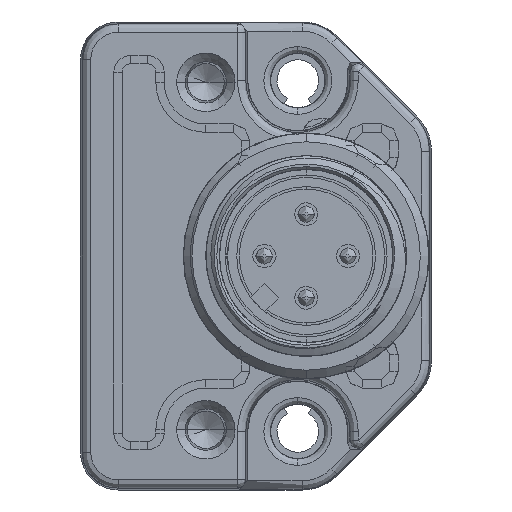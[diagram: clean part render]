
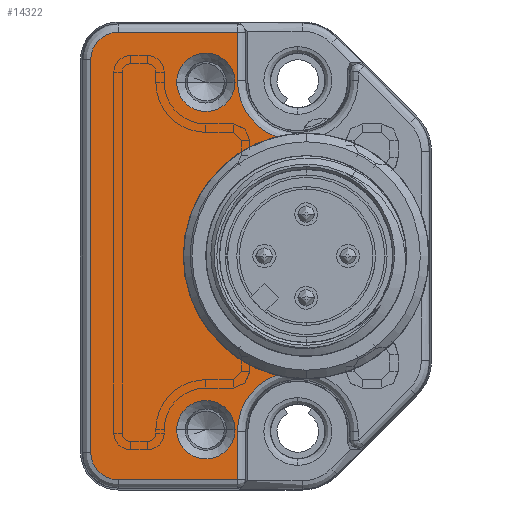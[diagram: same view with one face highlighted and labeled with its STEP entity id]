
A CAD part, left-side view. The second image highlights one B-rep face of the part: STEP entity #14322.
In plain terms, the highlighted planar face has unit normal (-1, 0, 0).
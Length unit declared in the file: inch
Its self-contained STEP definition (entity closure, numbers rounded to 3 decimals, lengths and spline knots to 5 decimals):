
#221=CARTESIAN_POINT('',(-0.51181,0.31496,
-0.41339));
#222=DIRECTION('',(1.,0.,0.));
#223=DIRECTION('',(0.,1.,0.));
#224=AXIS2_PLACEMENT_3D('',#221,#222,#223);
#226=DIRECTION('',(0.,0.,1.));
#227=VECTOR('',#226,0.11381);
#228=CARTESIAN_POINT('',(-0.51181,0.45723,
-0.5272));
#229=LINE('',#228,#227);
#230=DIRECTION('',(0.,-1.,0.));
#231=VECTOR('',#230,0.28096);
#232=CARTESIAN_POINT('',(-0.51181,0.73819,
-0.5272));
#233=LINE('',#232,#231);
#234=CARTESIAN_POINT('',(-0.51181,0.73819,
-0.4626));
#235=DIRECTION('',(-1.,0.,0.));
#236=DIRECTION('',(0.,1.,0.));
#237=AXIS2_PLACEMENT_3D('',#234,#235,#236);
#239=DIRECTION('',(0.,0.,-1.));
#240=VECTOR('',#239,0.9252);
#241=CARTESIAN_POINT('',(-0.51181,0.80279,
0.4626));
#242=LINE('',#241,#240);
#243=CARTESIAN_POINT('',(-0.51181,0.73819,
0.4626));
#244=DIRECTION('',(-1.,0.,0.));
#245=DIRECTION('',(0.,0.,1.));
#246=AXIS2_PLACEMENT_3D('',#243,#244,#245);
#248=DIRECTION('',(0.,1.,0.));
#249=VECTOR('',#248,0.28096);
#250=CARTESIAN_POINT('',(-0.51181,0.45723,
0.5272));
#251=LINE('',#250,#249);
#252=DIRECTION('',(0.,0.,1.));
#253=VECTOR('',#252,0.11381);
#254=CARTESIAN_POINT('',(-0.51181,0.45723,
0.41339));
#255=LINE('',#254,#253);
#256=CARTESIAN_POINT('',(-0.51181,0.31496,
0.41339));
#257=DIRECTION('',(1.,0.,0.));
#258=DIRECTION('',(0.,0.359,-0.933));
#259=AXIS2_PLACEMENT_3D('',#256,#257,#258);
#261=CARTESIAN_POINT('',(-0.51181,0.29528,0.));
#262=DIRECTION('',(-1.,0.,0.));
#263=DIRECTION('',(0.,0.244,0.97));
#264=AXIS2_PLACEMENT_3D('',#261,#262,#263);
#266=CARTESIAN_POINT('',(-0.51181,0.5315,
-0.40915));
#267=DIRECTION('',(1.,0.,0.));
#268=DIRECTION('',(0.,1.,0.));
#269=AXIS2_PLACEMENT_3D('',#266,#267,#268);
#271=CARTESIAN_POINT('',(-0.51181,0.5315,
-0.40915));
#272=DIRECTION('',(1.,0.,0.));
#273=DIRECTION('',(0.,-1.,0.));
#274=AXIS2_PLACEMENT_3D('',#271,#272,#273);
#276=CARTESIAN_POINT('',(-0.51181,0.5315,
0.40915));
#277=DIRECTION('',(1.,0.,0.));
#278=DIRECTION('',(0.,1.,0.));
#279=AXIS2_PLACEMENT_3D('',#276,#277,#278);
#281=CARTESIAN_POINT('',(-0.51181,0.5315,
0.40915));
#282=DIRECTION('',(1.,0.,0.));
#283=DIRECTION('',(0.,-1.,0.));
#284=AXIS2_PLACEMENT_3D('',#281,#282,#283);
#12532=CARTESIAN_POINT('',(-0.51181,0.80279,
-0.4626));
#12533=CARTESIAN_POINT('',(-0.51181,0.73819,
-0.5272));
#12534=VERTEX_POINT('',#12532);
#12535=VERTEX_POINT('',#12533);
#12540=CARTESIAN_POINT('',(-0.51181,0.80279,
0.4626));
#12541=VERTEX_POINT('',#12540);
#12544=CARTESIAN_POINT('',(-0.51181,0.73819,
0.5272));
#12545=VERTEX_POINT('',#12544);
#12568=CARTESIAN_POINT('',(-0.51181,0.60039,
-0.40915));
#12569=CARTESIAN_POINT('',(-0.51181,0.4626,
-0.40915));
#12570=VERTEX_POINT('',#12568);
#12571=VERTEX_POINT('',#12569);
#12572=CARTESIAN_POINT('',(-0.51181,0.60039,
0.40915));
#12573=CARTESIAN_POINT('',(-0.51181,0.4626,
0.40915));
#12574=VERTEX_POINT('',#12572);
#12575=VERTEX_POINT('',#12573);
#12604=CARTESIAN_POINT('',(-0.51181,0.45723,
-0.41339));
#12605=CARTESIAN_POINT('',(-0.51181,0.366,
-0.28059));
#12606=VERTEX_POINT('',#12604);
#12607=VERTEX_POINT('',#12605);
#12608=CARTESIAN_POINT('',(-0.51181,0.45723,
-0.5272));
#12609=VERTEX_POINT('',#12608);
#12632=CARTESIAN_POINT('',(-0.51181,0.366,
0.28059));
#12633=CARTESIAN_POINT('',(-0.51181,0.45723,
0.41339));
#12634=VERTEX_POINT('',#12632);
#12635=VERTEX_POINT('',#12633);
#12636=CARTESIAN_POINT('',(-0.51181,0.45723,
0.5272));
#12637=VERTEX_POINT('',#12636);
#14284=CARTESIAN_POINT('',(-0.51181,0.,0.));
#14285=DIRECTION('',(-1.,0.,0.));
#14286=DIRECTION('',(0.,0.,1.));
#14287=AXIS2_PLACEMENT_3D('',#14284,#14285,#14286);
#14288=PLANE('',#14287);
#14290=ORIENTED_EDGE('',*,*,#14289,.F.);
#14292=ORIENTED_EDGE('',*,*,#14291,.F.);
#14294=ORIENTED_EDGE('',*,*,#14293,.F.);
#14296=ORIENTED_EDGE('',*,*,#14295,.F.);
#14297=ORIENTED_EDGE('',*,*,#14274,.F.);
#14299=ORIENTED_EDGE('',*,*,#14298,.F.);
#14301=ORIENTED_EDGE('',*,*,#14300,.F.);
#14303=ORIENTED_EDGE('',*,*,#14302,.F.);
#14305=ORIENTED_EDGE('',*,*,#14304,.F.);
#14307=ORIENTED_EDGE('',*,*,#14306,.T.);
#14308=EDGE_LOOP('',(#14290,#14292,#14294,#14296,#14297,#14299,#14301,#14303,
#14305,#14307));
#14309=FACE_OUTER_BOUND('',#14308,.F.);
#14311=ORIENTED_EDGE('',*,*,#14310,.F.);
#14313=ORIENTED_EDGE('',*,*,#14312,.F.);
#14314=EDGE_LOOP('',(#14311,#14313));
#14315=FACE_BOUND('',#14314,.F.);
#14317=ORIENTED_EDGE('',*,*,#14316,.F.);
#14319=ORIENTED_EDGE('',*,*,#14318,.F.);
#14320=EDGE_LOOP('',(#14317,#14319));
#14321=FACE_BOUND('',#14320,.F.);
#14322=ADVANCED_FACE('',(#14309,#14315,#14321),#14288,.T.);
#225=CIRCLE('',#224,0.14227);
#238=CIRCLE('',#237,0.0646);
#247=CIRCLE('',#246,0.0646);
#260=CIRCLE('',#259,0.14227);
#265=CIRCLE('',#264,0.28937);
#270=CIRCLE('',#269,0.0689);
#275=CIRCLE('',#274,0.0689);
#280=CIRCLE('',#279,0.0689);
#285=CIRCLE('',#284,0.0689);
#14274=EDGE_CURVE('',#12541,#12534,#242,.T.);
#14289=EDGE_CURVE('',#12606,#12607,#225,.T.);
#14291=EDGE_CURVE('',#12609,#12606,#229,.T.);
#14293=EDGE_CURVE('',#12535,#12609,#233,.T.);
#14295=EDGE_CURVE('',#12534,#12535,#238,.T.);
#14298=EDGE_CURVE('',#12545,#12541,#247,.T.);
#14300=EDGE_CURVE('',#12637,#12545,#251,.T.);
#14302=EDGE_CURVE('',#12635,#12637,#255,.T.);
#14304=EDGE_CURVE('',#12634,#12635,#260,.T.);
#14306=EDGE_CURVE('',#12634,#12607,#265,.T.);
#14310=EDGE_CURVE('',#12570,#12571,#270,.T.);
#14312=EDGE_CURVE('',#12571,#12570,#275,.T.);
#14316=EDGE_CURVE('',#12574,#12575,#280,.T.);
#14318=EDGE_CURVE('',#12575,#12574,#285,.T.);
